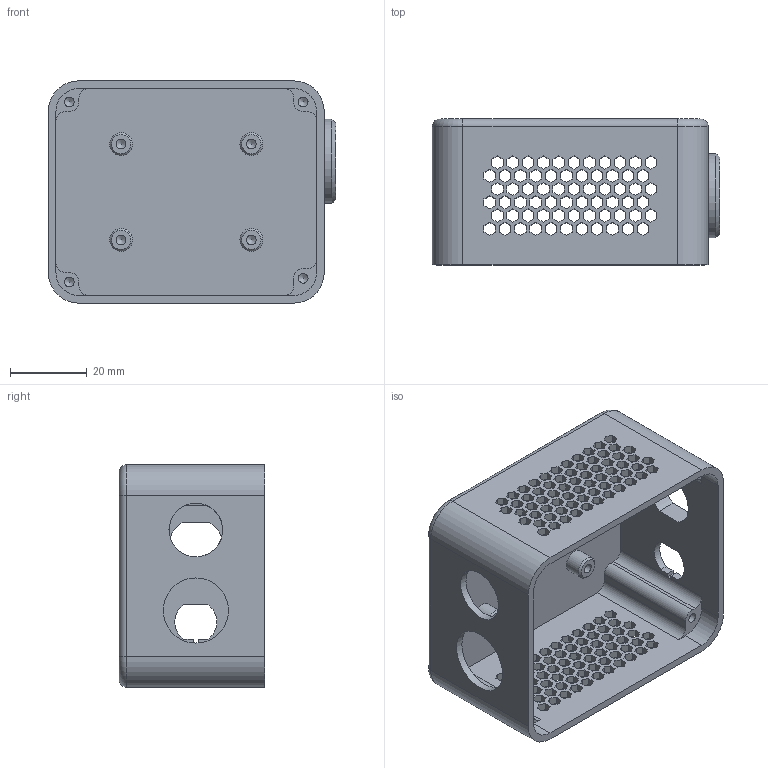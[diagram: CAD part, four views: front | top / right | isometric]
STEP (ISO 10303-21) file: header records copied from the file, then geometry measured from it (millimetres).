
FILE_DESCRIPTION(/* description */ ('FE33BF04-ECED-4C78-9A52-72BDEBFEA326'),/* implementation_level */ '2;1');
FILE_NAME(/* name */ '6. Electronic enclosure v11.step',/* time_stamp */ '2019-05-23T11:54:28+02:00',/* author */ (''),/* organization */ (''),/* preprocessor_version */ 'ST-DEVELOPER v18',/* originating_system */ 'Autodesk Translation Framework v8.2.0.1029',/* authorisation */ '');
FILE_SCHEMA (('AUTOMOTIVE_DESIGN { 1 0 10303 214 3 1 1 }'));
Length unit declared in the file: millimetre
Products named in the file (1): electronic enclosure
Bounding box: 75 x 38 x 58 mm (x, y, z)
Volume: 26782.3 mm3; surface area: 26509.6 mm2
Topology: 1 solids, 1 shells, 888 faces, 2639 edges, 1757 vertices
Faces by surface type: plane 828, cylinder 43, cone 13, torus 4
Full cylindrical faces by diameter (mm): 2.529 x8, 6 x4, 14 x1, 17 x1, 22 x1
Entity records: 29763 total; most frequent: CARTESIAN_POINT 5286, ORIENTED_EDGE 5262, DIRECTION 4520, EDGE_CURVE 2631, LINE 2518, VECTOR 2518, VERTEX_POINT 1757, EDGE_LOOP 1172
